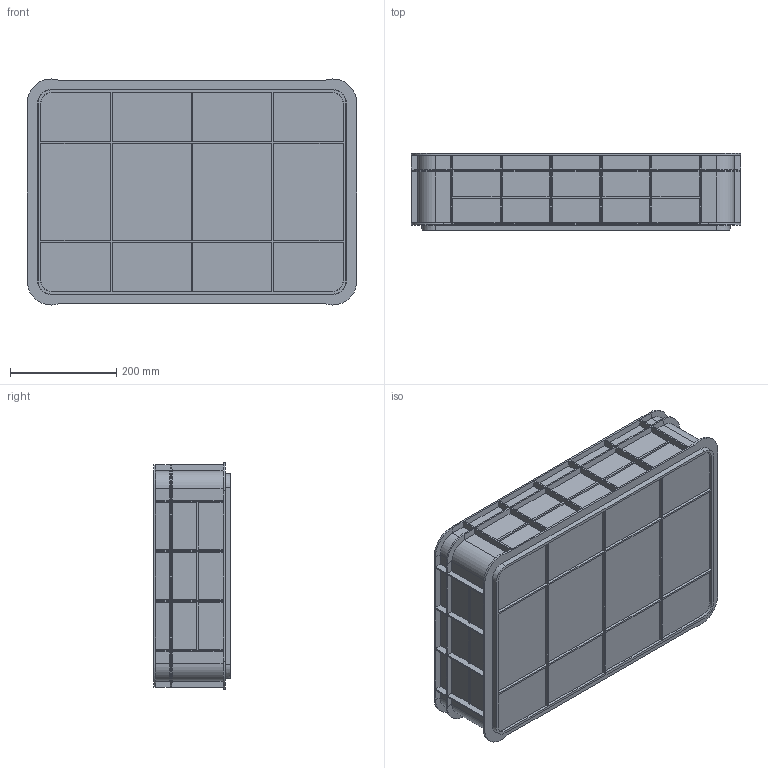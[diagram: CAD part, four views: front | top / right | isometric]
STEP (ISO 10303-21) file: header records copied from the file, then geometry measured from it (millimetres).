
FILE_DESCRIPTION (( 'STEP AP214' ), '1' );
FILE_NAME ('23020-MAP - BOX RABBIT 2022.STEP', '2023-04-03T09:16:42', ( '' ), ( '' ), 'SwSTEP 2.0', 'SolidWorks 2018', '' );
FILE_SCHEMA (( 'AUTOMOTIVE_DESIGN' ));
Length unit declared in the file: millimetre
Products named in the file (1): 23020-MAP - BOX RABBIT 2022
Bounding box: 621.03 x 145 x 426.04 mm (x, y, z)
Volume: 3468551.4 mm3; surface area: 1215701 mm2
Topology: 1 solids, 1 shells, 422 faces, 1058 edges, 684 vertices
Faces by surface type: plane 360, cylinder 30, cone 24, torus 8
Entity records: 12376 total; most frequent: CARTESIAN_POINT 2165, ORIENTED_EDGE 2116, DIRECTION 1996, EDGE_CURVE 1058, VECTOR 966, LINE 966, VERTEX_POINT 684, AXIS2_PLACEMENT_3D 515
